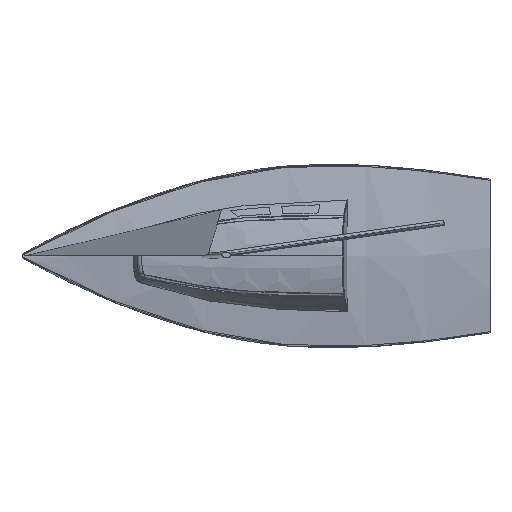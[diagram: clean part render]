
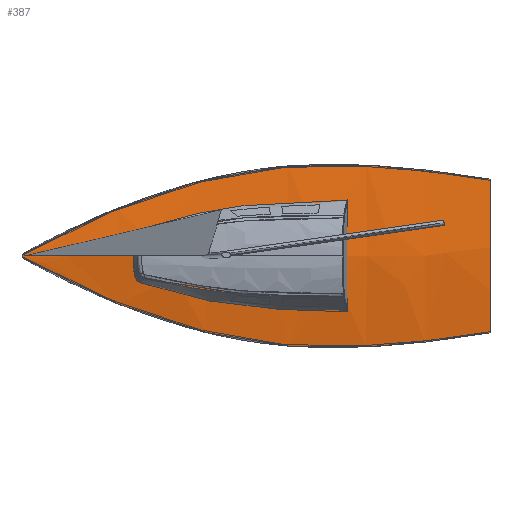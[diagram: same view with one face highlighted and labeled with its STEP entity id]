
A CAD part, top view. The second image highlights one B-rep face of the part: STEP entity #387.
In plain terms, the highlighted free-form (B-spline) face has degree [3, 3] with [5, 7] control points.
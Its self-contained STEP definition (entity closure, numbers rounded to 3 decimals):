
#387 = ADVANCED_FACE('',(#388),#434,.T.);
#388 = FACE_BOUND('',#389,.T.);
#389 = EDGE_LOOP('',(#390,#404,#414,#426));
#390 = ORIENTED_EDGE('',*,*,#391,.F.);
#391 = EDGE_CURVE('',#392,#394,#396,.T.);
#392 = VERTEX_POINT('',#393);
#393 = CARTESIAN_POINT('',(0.,40.869,1532.667));
#394 = VERTEX_POINT('',#395);
#395 = CARTESIAN_POINT('',(9942.085,1634.741,
    1057.448));
#396 = B_SPLINE_CURVE_WITH_KNOTS('',3,(#397,#398,#399,#400,#401,#402,
    #403),.UNSPECIFIED.,.F.,.F.,(4,1,1,1,4),(0.,1631.312,
    3722.304,5800.449,7755.452),
  .UNSPECIFIED.);
#397 = CARTESIAN_POINT('',(0.,40.869,1532.667));
#398 = CARTESIAN_POINT('',(571.85,368.626,
    1483.763));
#399 = CARTESIAN_POINT('',(2060.103,1093.473,
    1372.265));
#400 = CARTESIAN_POINT('',(4452.783,1849.108,
    1228.14));
#401 = CARTESIAN_POINT('',(6804.096,2023.878,
    1129.369));
#402 = CARTESIAN_POINT('',(8822.832,1823.44,
    1076.085));
#403 = CARTESIAN_POINT('',(9942.085,1634.741,
    1057.448));
#404 = ORIENTED_EDGE('',*,*,#405,.T.);
#405 = EDGE_CURVE('',#392,#406,#408,.T.);
#406 = VERTEX_POINT('',#407);
#407 = CARTESIAN_POINT('',(0.,-40.869,1532.667));
#408 = B_SPLINE_CURVE_WITH_KNOTS('',3,(#409,#410,#411,#412,#413),
  .UNSPECIFIED.,.F.,.F.,(4,1,4),(0.,1460.967,
    2921.933),.UNSPECIFIED.);
#409 = CARTESIAN_POINT('',(0.,40.869,1532.667));
#410 = CARTESIAN_POINT('',(-0.006,27.246,
    1533.55));
#411 = CARTESIAN_POINT('',(-0.012,0.,1534.434));
#412 = CARTESIAN_POINT('',(-0.006,-27.246,
    1533.55));
#413 = CARTESIAN_POINT('',(0.,-40.869,1532.667));
#414 = ORIENTED_EDGE('',*,*,#415,.T.);
#415 = EDGE_CURVE('',#406,#416,#418,.T.);
#416 = VERTEX_POINT('',#417);
#417 = CARTESIAN_POINT('',(9942.085,-1634.741,
    1057.448));
#418 = B_SPLINE_CURVE_WITH_KNOTS('',3,(#419,#420,#421,#422,#423,#424,
    #425),.UNSPECIFIED.,.F.,.F.,(4,1,1,1,4),(0.,1631.312,
    3722.304,5800.449,7755.452),
  .UNSPECIFIED.);
#419 = CARTESIAN_POINT('',(0.,-40.869,1532.667));
#420 = CARTESIAN_POINT('',(571.85,-368.626,
    1483.763));
#421 = CARTESIAN_POINT('',(2060.103,-1093.473,
    1372.265));
#422 = CARTESIAN_POINT('',(4452.783,-1849.108,
    1228.14));
#423 = CARTESIAN_POINT('',(6804.096,-2023.878,
    1129.369));
#424 = CARTESIAN_POINT('',(8822.832,-1823.44,
    1076.085));
#425 = CARTESIAN_POINT('',(9942.085,-1634.741,
    1057.448));
#426 = ORIENTED_EDGE('',*,*,#427,.F.);
#427 = EDGE_CURVE('',#394,#416,#428,.T.);
#428 = B_SPLINE_CURVE_WITH_KNOTS('',3,(#429,#430,#431,#432,#433),
  .UNSPECIFIED.,.F.,.F.,(4,1,4),(0.,1460.967,
    2921.933),.UNSPECIFIED.);
#429 = CARTESIAN_POINT('',(9942.085,1634.741,
    1057.448));
#430 = CARTESIAN_POINT('',(9942.085,1089.274,
    1126.77));
#431 = CARTESIAN_POINT('',(9942.085,0.,1198.249));
#432 = CARTESIAN_POINT('',(9942.085,-1090.38,
    1126.77));
#433 = CARTESIAN_POINT('',(9942.085,-1634.741,
    1057.448));
#434 = B_SPLINE_SURFACE_WITH_KNOTS('',3,3,(
    (#435,#436,#437,#438,#439,#440,#441)
    ,(#442,#443,#444,#445,#446,#447,#448)
    ,(#449,#450,#451,#452,#453,#454,#455)
    ,(#456,#457,#458,#459,#460,#461,#462)
    ,(#463,#464,#465,#466,#467,#468,#469
    )),.UNSPECIFIED.,.F.,.F.,.F.,(4,1,4),(4,1,1,1,4),(0.,
    1460.967,2921.933),(0.,1631.312,
    3722.304,5800.449,7755.452),
  .UNSPECIFIED.);
#435 = CARTESIAN_POINT('',(0.,40.869,1532.667));
#436 = CARTESIAN_POINT('',(571.85,368.626,
    1483.763));
#437 = CARTESIAN_POINT('',(2060.103,1093.473,
    1372.265));
#438 = CARTESIAN_POINT('',(4452.783,1849.108,
    1228.14));
#439 = CARTESIAN_POINT('',(6804.096,2023.878,
    1129.369));
#440 = CARTESIAN_POINT('',(8822.832,1823.44,
    1076.085));
#441 = CARTESIAN_POINT('',(9942.085,1634.741,
    1057.448));
#442 = CARTESIAN_POINT('',(-0.006,27.246,
    1533.55));
#443 = CARTESIAN_POINT('',(571.832,246.928,
    1506.258));
#444 = CARTESIAN_POINT('',(2059.896,731.685,
    1467.27));
#445 = CARTESIAN_POINT('',(4452.495,1237.712,
    1368.499));
#446 = CARTESIAN_POINT('',(6804.805,1349.303,
    1265.829));
#447 = CARTESIAN_POINT('',(8823.113,1214.537,
    1172.256));
#448 = CARTESIAN_POINT('',(9942.085,1089.274,
    1126.77));
#449 = CARTESIAN_POINT('',(-0.012,0.,1534.434));
#450 = CARTESIAN_POINT('',(571.832,0.,1529.652));
#451 = CARTESIAN_POINT('',(2058.596,0.,1546.547));
#452 = CARTESIAN_POINT('',(4452.495,0.,1540.048));
#453 = CARTESIAN_POINT('',(6804.805,0.,1413.985));
#454 = CARTESIAN_POINT('',(8824.413,0.,1277.525));
#455 = CARTESIAN_POINT('',(9942.085,0.,1198.249));
#456 = CARTESIAN_POINT('',(-0.006,-27.246,
    1533.55));
#457 = CARTESIAN_POINT('',(571.846,-245.478,
    1506.258));
#458 = CARTESIAN_POINT('',(2059.9,-734.801,
    1467.27));
#459 = CARTESIAN_POINT('',(4452.495,-1237.237,
    1368.499));
#460 = CARTESIAN_POINT('',(6804.805,-1349.004,
    1265.829));
#461 = CARTESIAN_POINT('',(8823.113,-1213.844,
    1172.256));
#462 = CARTESIAN_POINT('',(9942.085,-1090.38,
    1126.77));
#463 = CARTESIAN_POINT('',(0.,-40.869,1532.667));
#464 = CARTESIAN_POINT('',(571.85,-368.626,
    1483.763));
#465 = CARTESIAN_POINT('',(2060.103,-1093.473,
    1372.265));
#466 = CARTESIAN_POINT('',(4452.783,-1849.108,
    1228.14));
#467 = CARTESIAN_POINT('',(6804.096,-2023.878,
    1129.369));
#468 = CARTESIAN_POINT('',(8822.832,-1823.44,
    1076.085));
#469 = CARTESIAN_POINT('',(9942.085,-1634.741,
    1057.448));
